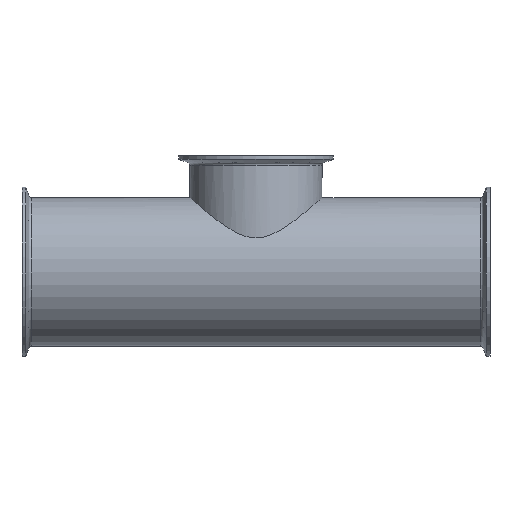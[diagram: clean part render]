
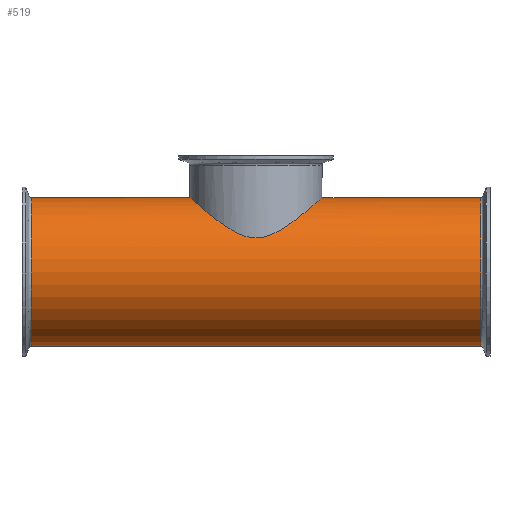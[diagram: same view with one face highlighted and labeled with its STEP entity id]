
A CAD part, front view. The second image highlights one B-rep face of the part: STEP entity #519.
In plain terms, the highlighted cylindrical face has radius 57.15 mm (diameter 114.3 mm), a full revolution.
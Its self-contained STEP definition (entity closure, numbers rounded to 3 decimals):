
#15=B_SPLINE_CURVE_WITH_KNOTS('',3,(#914,#915,#916,#917,#918,#919,#920,
#921,#922,#923,#924,#925,#926,#927,#928,#929,#930,#931),.UNSPECIFIED.,.F.,
 .F.,(4,2,2,2,2,2,2,2,4),(0.,1.097,2.193,3.29,
4.387,5.412,6.437,7.463,8.488),
 .UNSPECIFIED.);
#16=B_SPLINE_CURVE_WITH_KNOTS('',3,(#932,#933,#934,#935,#936,#937,#938,
#939,#940,#941,#942,#943,#944,#945,#946,#947,#948,#949,#950,#951,#952,#953,
#954,#955,#956,#957,#958,#959,#960,#961,#962,#963,#964,#965,#966,#967,#968,
#969,#970,#971,#972,#973,#974,#975,#976,#977,#978,#979,#980,#981),
 .UNSPECIFIED.,.F.,.F.,(4,2,2,2,2,2,2,2,2,2,2,2,2,2,2,2,2,2,2,2,2,2,2,2,
4),(8.488,9.513,10.539,11.564,
12.589,13.686,14.783,15.879,16.976,
18.073,19.17,20.266,21.363,22.388,
23.414,24.439,25.464,26.489,27.515,
28.54,29.565,30.662,31.759,32.855,
33.952),.UNSPECIFIED.);
#19=CYLINDRICAL_SURFACE('',#592,57.15);
#28=FACE_BOUND('',#126,.T.);
#43=LINE('',#911,#59);
#59=VECTOR('',#722,57.15);
#89=FACE_OUTER_BOUND('',#125,.T.);
#125=EDGE_LOOP('',(#378,#379,#380,#381,#382,#383));
#126=EDGE_LOOP('',(#384,#385));
#173=CIRCLE('',#588,57.15);
#174=CIRCLE('',#589,57.15);
#176=CIRCLE('',#593,57.15);
#177=CIRCLE('',#594,57.15);
#228=VERTEX_POINT('',#897);
#229=VERTEX_POINT('',#899);
#231=VERTEX_POINT('',#907);
#232=VERTEX_POINT('',#908);
#233=VERTEX_POINT('',#912);
#234=VERTEX_POINT('',#913);
#283=EDGE_CURVE('',#228,#229,#173,.T.);
#284=EDGE_CURVE('',#229,#228,#174,.T.);
#287=EDGE_CURVE('',#231,#232,#176,.T.);
#288=EDGE_CURVE('',#232,#231,#177,.T.);
#289=EDGE_CURVE('',#232,#229,#43,.T.);
#290=EDGE_CURVE('',#233,#234,#15,.T.);
#291=EDGE_CURVE('',#234,#233,#16,.T.);
#378=ORIENTED_EDGE('',*,*,#287,.F.);
#379=ORIENTED_EDGE('',*,*,#288,.F.);
#380=ORIENTED_EDGE('',*,*,#289,.T.);
#381=ORIENTED_EDGE('',*,*,#283,.F.);
#382=ORIENTED_EDGE('',*,*,#284,.F.);
#383=ORIENTED_EDGE('',*,*,#289,.F.);
#384=ORIENTED_EDGE('',*,*,#290,.T.);
#385=ORIENTED_EDGE('',*,*,#291,.T.);
#519=ADVANCED_FACE('',(#89,#28),#19,.T.);
#588=AXIS2_PLACEMENT_3D('',#900,#707,#708);
#589=AXIS2_PLACEMENT_3D('',#901,#709,#710);
#592=AXIS2_PLACEMENT_3D('',#906,#716,#717);
#593=AXIS2_PLACEMENT_3D('',#909,#718,#719);
#594=AXIS2_PLACEMENT_3D('',#910,#720,#721);
#707=DIRECTION('center_axis',(-1.,0.,0.));
#708=DIRECTION('ref_axis',(0.,0.,-1.));
#709=DIRECTION('center_axis',(-1.,0.,0.));
#710=DIRECTION('ref_axis',(0.,0.,-1.));
#716=DIRECTION('center_axis',(1.,0.,0.));
#717=DIRECTION('ref_axis',(0.,1.,0.));
#718=DIRECTION('center_axis',(1.,0.,0.));
#719=DIRECTION('ref_axis',(0.,0.,-1.));
#720=DIRECTION('center_axis',(1.,0.,0.));
#721=DIRECTION('ref_axis',(0.,0.,-1.));
#722=DIRECTION('',(-1.,0.,0.));
#897=CARTESIAN_POINT('',(-172.892,0.,57.15));
#899=CARTESIAN_POINT('',(-172.892,-57.15,0.));
#900=CARTESIAN_POINT('Origin',(-172.892,0.,0.));
#901=CARTESIAN_POINT('Origin',(-172.892,0.,0.));
#906=CARTESIAN_POINT('Origin',(0.,0.,0.));
#907=CARTESIAN_POINT('',(172.892,0.,-57.15));
#908=CARTESIAN_POINT('',(172.892,-57.15,0.));
#909=CARTESIAN_POINT('Origin',(172.892,0.,0.));
#910=CARTESIAN_POINT('Origin',(172.892,0.,0.));
#911=CARTESIAN_POINT('',(0.,-57.15,0.));
#912=CARTESIAN_POINT('',(0.,-50.8,26.182));
#913=CARTESIAN_POINT('',(-50.8,0.,57.15));
#914=CARTESIAN_POINT('Ctrl Pts',(0.,-50.8,26.182));
#915=CARTESIAN_POINT('Ctrl Pts',(-3.656,-50.8,26.182));
#916=CARTESIAN_POINT('Ctrl Pts',(-7.113,-50.413,26.956));
#917=CARTESIAN_POINT('Ctrl Pts',(-13.724,-49.028,29.401));
#918=CARTESIAN_POINT('Ctrl Pts',(-16.881,-48.026,31.059));
#919=CARTESIAN_POINT('Ctrl Pts',(-22.924,-45.452,34.716));
#920=CARTESIAN_POINT('Ctrl Pts',(-25.802,-43.88,36.714));
#921=CARTESIAN_POINT('Ctrl Pts',(-31.18,-40.237,40.674));
#922=CARTESIAN_POINT('Ctrl Pts',(-33.677,-38.165,42.636));
#923=CARTESIAN_POINT('Ctrl Pts',(-38.019,-33.823,46.146));
#924=CARTESIAN_POINT('Ctrl Pts',(-40.045,-31.424,47.834));
#925=CARTESIAN_POINT('Ctrl Pts',(-43.7,-26.103,50.934));
#926=CARTESIAN_POINT('Ctrl Pts',(-45.33,-23.18,52.344));
#927=CARTESIAN_POINT('Ctrl Pts',(-48.004,-16.961,54.676));
#928=CARTESIAN_POINT('Ctrl Pts',(-49.052,-13.658,55.601));
#929=CARTESIAN_POINT('Ctrl Pts',(-50.45,-6.886,56.838));
#930=CARTESIAN_POINT('Ctrl Pts',(-50.8,-3.418,57.15));
#931=CARTESIAN_POINT('Ctrl Pts',(-50.8,0.,57.15));
#932=CARTESIAN_POINT('Ctrl Pts',(-50.8,0.,57.15));
#933=CARTESIAN_POINT('Ctrl Pts',(-50.8,3.418,57.15));
#934=CARTESIAN_POINT('Ctrl Pts',(-50.45,6.886,56.838));
#935=CARTESIAN_POINT('Ctrl Pts',(-49.052,13.658,55.601));
#936=CARTESIAN_POINT('Ctrl Pts',(-48.004,16.961,54.676));
#937=CARTESIAN_POINT('Ctrl Pts',(-45.33,23.18,52.344));
#938=CARTESIAN_POINT('Ctrl Pts',(-43.7,26.103,50.934));
#939=CARTESIAN_POINT('Ctrl Pts',(-40.045,31.424,47.834));
#940=CARTESIAN_POINT('Ctrl Pts',(-38.019,33.823,46.146));
#941=CARTESIAN_POINT('Ctrl Pts',(-33.677,38.165,42.636));
#942=CARTESIAN_POINT('Ctrl Pts',(-31.18,40.237,40.674));
#943=CARTESIAN_POINT('Ctrl Pts',(-25.802,43.88,36.714));
#944=CARTESIAN_POINT('Ctrl Pts',(-22.924,45.452,34.716));
#945=CARTESIAN_POINT('Ctrl Pts',(-16.881,48.026,31.059));
#946=CARTESIAN_POINT('Ctrl Pts',(-13.724,49.028,29.401));
#947=CARTESIAN_POINT('Ctrl Pts',(-7.113,50.413,26.956));
#948=CARTESIAN_POINT('Ctrl Pts',(-3.656,50.8,26.182));
#949=CARTESIAN_POINT('Ctrl Pts',(3.656,50.8,26.182));
#950=CARTESIAN_POINT('Ctrl Pts',(7.113,50.413,26.956));
#951=CARTESIAN_POINT('Ctrl Pts',(13.724,49.028,29.401));
#952=CARTESIAN_POINT('Ctrl Pts',(16.881,48.026,31.059));
#953=CARTESIAN_POINT('Ctrl Pts',(22.924,45.452,34.716));
#954=CARTESIAN_POINT('Ctrl Pts',(25.802,43.88,36.714));
#955=CARTESIAN_POINT('Ctrl Pts',(31.18,40.237,40.674));
#956=CARTESIAN_POINT('Ctrl Pts',(33.677,38.165,42.636));
#957=CARTESIAN_POINT('Ctrl Pts',(38.019,33.823,46.146));
#958=CARTESIAN_POINT('Ctrl Pts',(40.045,31.424,47.834));
#959=CARTESIAN_POINT('Ctrl Pts',(43.7,26.103,50.934));
#960=CARTESIAN_POINT('Ctrl Pts',(45.33,23.18,52.344));
#961=CARTESIAN_POINT('Ctrl Pts',(48.004,16.961,54.676));
#962=CARTESIAN_POINT('Ctrl Pts',(49.052,13.658,55.601));
#963=CARTESIAN_POINT('Ctrl Pts',(50.45,6.886,56.838));
#964=CARTESIAN_POINT('Ctrl Pts',(50.8,3.418,57.15));
#965=CARTESIAN_POINT('Ctrl Pts',(50.8,-3.418,57.15));
#966=CARTESIAN_POINT('Ctrl Pts',(50.45,-6.886,56.838));
#967=CARTESIAN_POINT('Ctrl Pts',(49.052,-13.658,55.601));
#968=CARTESIAN_POINT('Ctrl Pts',(48.004,-16.961,54.676));
#969=CARTESIAN_POINT('Ctrl Pts',(45.33,-23.18,52.344));
#970=CARTESIAN_POINT('Ctrl Pts',(43.7,-26.103,50.934));
#971=CARTESIAN_POINT('Ctrl Pts',(40.045,-31.424,47.834));
#972=CARTESIAN_POINT('Ctrl Pts',(38.019,-33.823,46.146));
#973=CARTESIAN_POINT('Ctrl Pts',(33.677,-38.165,42.636));
#974=CARTESIAN_POINT('Ctrl Pts',(31.18,-40.237,40.674));
#975=CARTESIAN_POINT('Ctrl Pts',(25.802,-43.88,36.714));
#976=CARTESIAN_POINT('Ctrl Pts',(22.924,-45.452,34.716));
#977=CARTESIAN_POINT('Ctrl Pts',(16.881,-48.026,31.059));
#978=CARTESIAN_POINT('Ctrl Pts',(13.724,-49.028,29.401));
#979=CARTESIAN_POINT('Ctrl Pts',(7.113,-50.413,26.956));
#980=CARTESIAN_POINT('Ctrl Pts',(3.656,-50.8,26.182));
#981=CARTESIAN_POINT('Ctrl Pts',(0.,-50.8,26.182));
